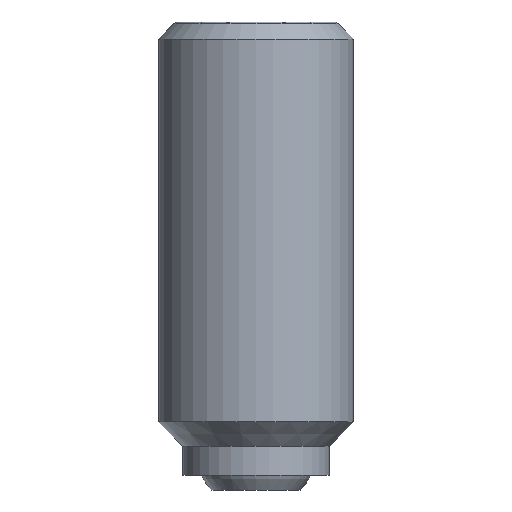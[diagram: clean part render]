
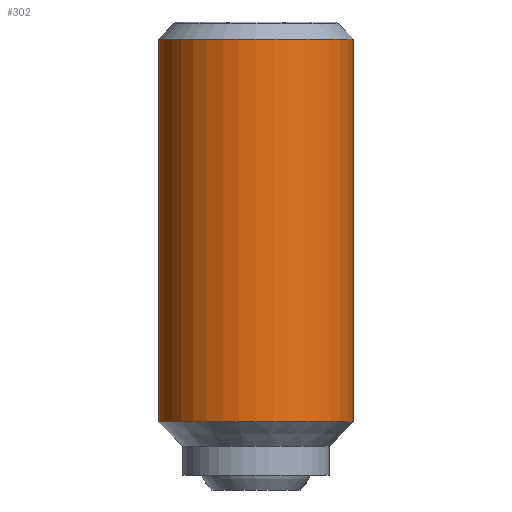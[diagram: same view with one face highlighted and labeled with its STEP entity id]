
A CAD part, front view. The second image highlights one B-rep face of the part: STEP entity #302.
In plain terms, the highlighted cylindrical face has radius 2 mm (diameter 4 mm), a partial arc.
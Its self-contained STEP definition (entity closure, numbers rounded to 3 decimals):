
#154=VERTEX_POINT('',#381);
#212=EDGE_CURVE('',#154,#262,#446,.T.);
#262=VERTEX_POINT('',#503);
#266=VERTEX_POINT('',#507);
#286=EDGE_CURVE('',#154,#266,#528,.T.);
#290=VERTEX_POINT('',#533);
#302=ADVANCED_FACE('',(#545),#546,.T.);
#314=EDGE_CURVE('',#262,#290,#561,.T.);
#330=EDGE_CURVE('',#290,#266,#578,.T.);
#381=CARTESIAN_POINT('',(-2.,0.,-8.2));
#446=LINE('',#730,#731);
#503=CARTESIAN_POINT('',(-2.,0.,-0.35));
#507=CARTESIAN_POINT('',(2.,0.,-8.2));
#528=CIRCLE('',#864,2.);
#533=CARTESIAN_POINT('',(2.,0.,-0.35));
#545=FACE_OUTER_BOUND('',#886,.T.);
#546=CYLINDRICAL_SURFACE('',#887,2.);
#561=CIRCLE('',#905,2.);
#578=LINE('',#929,#930);
#730=CARTESIAN_POINT('',(-2.,0.,-4.275));
#731=VECTOR('',#1063,1.0);
#864=AXIS2_PLACEMENT_3D('',#1150,#1151,#1152);
#886=EDGE_LOOP('',(#1167,#1168,#1169,#1170));
#887=AXIS2_PLACEMENT_3D('',#1171,#1172,#1173);
#905=AXIS2_PLACEMENT_3D('',#1196,#1197,#1198);
#929=CARTESIAN_POINT('',(2.,0.,-4.275));
#930=VECTOR('',#1211,1.0);
#1063=DIRECTION('',(0.0,0.0,1.0));
#1150=CARTESIAN_POINT('',(0.,0.,-8.2));
#1151=DIRECTION('',(0.0,0.0,1.0));
#1152=DIRECTION('',(-1.0,0.,0.0));
#1167=ORIENTED_EDGE('',*,*,#212,.F.);
#1168=ORIENTED_EDGE('',*,*,#286,.T.);
#1169=ORIENTED_EDGE('',*,*,#330,.F.);
#1170=ORIENTED_EDGE('',*,*,#314,.F.);
#1171=CARTESIAN_POINT('',(0.,0.,-4.275));
#1172=DIRECTION('',(-0.0,-0.0,-1.0));
#1173=DIRECTION('',(-1.0,0.,0.0));
#1196=CARTESIAN_POINT('',(0.,0.,-0.35));
#1197=DIRECTION('',(0.0,0.0,1.0));
#1198=DIRECTION('',(-1.0,0.,0.0));
#1211=DIRECTION('',(-0.0,-0.0,-1.0));
